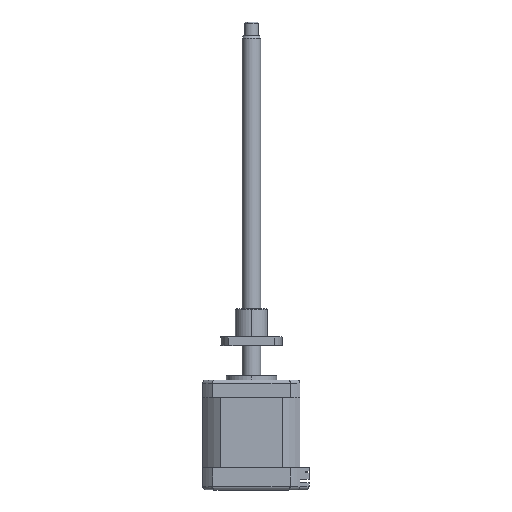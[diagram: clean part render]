
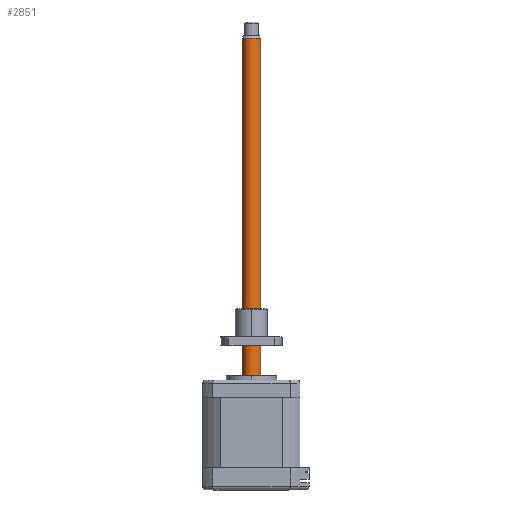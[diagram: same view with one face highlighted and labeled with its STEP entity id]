
A CAD part, top view. The second image highlights one B-rep face of the part: STEP entity #2851.
In plain terms, the highlighted cylindrical face has radius 4 mm (diameter 8 mm), a partial arc.
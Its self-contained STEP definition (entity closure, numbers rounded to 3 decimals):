
#264 = CIRCLE ( 'NONE', #1570, 4. ) ;
#378 = EDGE_CURVE ( 'NONE', #2735, #9094, #3718, .T. ) ;
#709 = AXIS2_PLACEMENT_3D ( 'NONE', #6365, #1597, #7152 ) ;
#940 = CARTESIAN_POINT ( 'NONE',  ( -8.705, 171.093, 16.814 ) ) ;
#1570 = AXIS2_PLACEMENT_3D ( 'NONE', #4634, #10135, #5421 ) ;
#1573 = VECTOR ( 'NONE', #10102, 1000. ) ;
#1597 = DIRECTION ( 'NONE',  ( 0., -1., 0. ) ) ;
#2136 = CIRCLE ( 'NONE', #709, 4. ) ;
#2267 = LINE ( 'NONE', #5858, #6261 ) ;
#2652 = EDGE_CURVE ( 'NONE', #2735, #4103, #2136, .T. ) ;
#2669 = AXIS2_PLACEMENT_3D ( 'NONE', #6337, #5534, #7916 ) ;
#2735 = VERTEX_POINT ( 'NONE', #4882 ) ;
#2851 = ADVANCED_FACE ( 'NONE', ( #8836 ), #6496, .T. ) ;
#3330 = CARTESIAN_POINT ( 'NONE',  ( -8.705, 22.093, 16.814 ) ) ;
#3718 = LINE ( 'NONE', #9978, #1573 ) ;
#3723 = ORIENTED_EDGE ( 'NONE', *, *, #378, .F. ) ;
#4103 = VERTEX_POINT ( 'NONE', #940 ) ;
#4234 = DIRECTION ( 'NONE',  ( 0., -1., 0. ) ) ;
#4634 = CARTESIAN_POINT ( 'NONE',  ( -4.709, 22.093, 16.638 ) ) ;
#4882 = CARTESIAN_POINT ( 'NONE',  ( -0.713, 171.093, 16.462 ) ) ;
#4906 = ORIENTED_EDGE ( 'NONE', *, *, #9624, .F. ) ;
#5084 = ORIENTED_EDGE ( 'NONE', *, *, #2652, .T. ) ;
#5089 = VERTEX_POINT ( 'NONE', #3330 ) ;
#5103 = EDGE_LOOP ( 'NONE', ( #3723, #5084, #7278, #4906 ) ) ;
#5175 = EDGE_CURVE ( 'NONE', #4103, #5089, #2267, .T. ) ;
#5421 = DIRECTION ( 'NONE',  ( -0.999, 0., 0.044 ) ) ;
#5534 = DIRECTION ( 'NONE',  ( 0., -1., 0. ) ) ;
#5858 = CARTESIAN_POINT ( 'NONE',  ( -8.705, 172.093, 16.814 ) ) ;
#6261 = VECTOR ( 'NONE', #4234, 1000. ) ;
#6337 = CARTESIAN_POINT ( 'NONE',  ( -4.709, 172.093, 16.638 ) ) ;
#6365 = CARTESIAN_POINT ( 'NONE',  ( -4.709, 171.093, 16.638 ) ) ;
#6466 = CARTESIAN_POINT ( 'NONE',  ( -0.713, 22.093, 16.462 ) ) ;
#6496 = CYLINDRICAL_SURFACE ( 'NONE', #2669, 4. ) ;
#7152 = DIRECTION ( 'NONE',  ( 0.999, 0., -0.044 ) ) ;
#7278 = ORIENTED_EDGE ( 'NONE', *, *, #5175, .T. ) ;
#7916 = DIRECTION ( 'NONE',  ( -0.999, 0., 0.044 ) ) ;
#8836 = FACE_OUTER_BOUND ( 'NONE', #5103, .T. ) ;
#9094 = VERTEX_POINT ( 'NONE', #6466 ) ;
#9624 = EDGE_CURVE ( 'NONE', #9094, #5089, #264, .T. ) ;
#9978 = CARTESIAN_POINT ( 'NONE',  ( -0.713, 172.093, 16.462 ) ) ;
#10102 = DIRECTION ( 'NONE',  ( 0., -1., 0. ) ) ;
#10135 = DIRECTION ( 'NONE',  ( 0., -1., 0. ) ) ;
